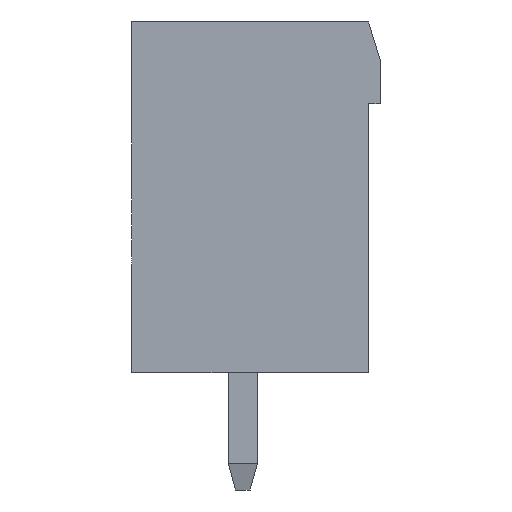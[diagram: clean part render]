
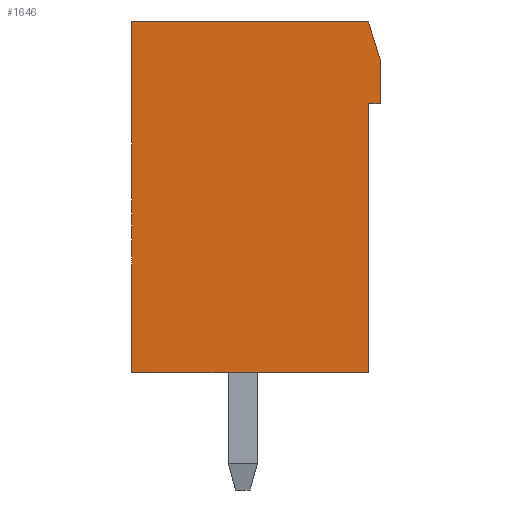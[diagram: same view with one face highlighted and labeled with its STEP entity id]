
A CAD part, left-side view. The second image highlights one B-rep face of the part: STEP entity #1646.
In plain terms, the highlighted planar face has unit normal (-1, 0, 0).
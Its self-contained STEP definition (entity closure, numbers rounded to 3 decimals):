
#1646 = ADVANCED_FACE( '', ( #3427 ), #3428, .T. );
#3427 = FACE_OUTER_BOUND( '', #5382, .T. );
#3428 = PLANE( '', #5383 );
#5382 = EDGE_LOOP( '', ( #9974, #9975, #9976, #9977, #9978, #9979, #9980 ) );
#5383 = AXIS2_PLACEMENT_3D( '', #9981, #9982, #9983 );
#9974 = ORIENTED_EDGE( '', *, *, #13667, .T. );
#9975 = ORIENTED_EDGE( '', *, *, #14018, .T. );
#9976 = ORIENTED_EDGE( '', *, *, #14019, .T. );
#9977 = ORIENTED_EDGE( '', *, *, #12628, .T. );
#9978 = ORIENTED_EDGE( '', *, *, #14020, .T. );
#9979 = ORIENTED_EDGE( '', *, *, #13956, .T. );
#9980 = ORIENTED_EDGE( '', *, *, #13938, .T. );
#9981 = CARTESIAN_POINT( '', ( -46.72, 0., 0. ) );
#9982 = DIRECTION( '', ( -1., 0., 0. ) );
#9983 = DIRECTION( '', ( 0., 0., 1. ) );
#12628 = EDGE_CURVE( '', #15454, #15452, #15455, .T. );
#13667 = EDGE_CURVE( '', #17055, #17059, #17061, .T. );
#13938 = EDGE_CURVE( '', #17418, #17055, #17419, .T. );
#13956 = EDGE_CURVE( '', #17440, #17418, #17441, .T. );
#14018 = EDGE_CURVE( '', #17059, #17516, #17517, .T. );
#14019 = EDGE_CURVE( '', #17516, #15454, #17518, .T. );
#14020 = EDGE_CURVE( '', #15452, #17440, #17519, .T. );
#15452 = VERTEX_POINT( '', #19452 );
#15454 = VERTEX_POINT( '', #19455 );
#15455 = LINE( '', #19456, #19457 );
#17055 = VERTEX_POINT( '', #21812 );
#17059 = VERTEX_POINT( '', #21818 );
#17061 = LINE( '', #21821, #21822 );
#17418 = VERTEX_POINT( '', #22353 );
#17419 = LINE( '', #22354, #22355 );
#17440 = VERTEX_POINT( '', #22391 );
#17441 = LINE( '', #22392, #22393 );
#17516 = VERTEX_POINT( '', #22503 );
#17517 = LINE( '', #22504, #22505 );
#17518 = LINE( '', #22506, #22507 );
#17519 = LINE( '', #22508, #22509 );
#19452 = CARTESIAN_POINT( '', ( -46.72, -4.05, -6. ) );
#19455 = CARTESIAN_POINT( '', ( -46.72, 4.05, -6. ) );
#19456 = CARTESIAN_POINT( '', ( -46.72, 4.05, -6. ) );
#19457 = VECTOR( '', #23735, 1000. );
#21812 = CARTESIAN_POINT( '', ( -46.72, -4.45, 4.7 ) );
#21818 = CARTESIAN_POINT( '', ( -46.72, -4.05, 6. ) );
#21821 = CARTESIAN_POINT( '', ( -46.72, -4.45, 4.7 ) );
#21822 = VECTOR( '', #24671, 1000. );
#22353 = CARTESIAN_POINT( '', ( -46.72, -4.45, 3.2 ) );
#22354 = CARTESIAN_POINT( '', ( -46.72, -4.45, 3.2 ) );
#22355 = VECTOR( '', #24891, 1000. );
#22391 = CARTESIAN_POINT( '', ( -46.72, -4.05, 3.2 ) );
#22392 = CARTESIAN_POINT( '', ( -46.72, -4.05, 3.2 ) );
#22393 = VECTOR( '', #24907, 1000. );
#22503 = CARTESIAN_POINT( '', ( -46.72, 4.05, 6. ) );
#22504 = CARTESIAN_POINT( '', ( -46.72, -4.05, 6. ) );
#22505 = VECTOR( '', #24952, 1000. );
#22506 = CARTESIAN_POINT( '', ( -46.72, 4.05, 6. ) );
#22507 = VECTOR( '', #24953, 1000. );
#22508 = CARTESIAN_POINT( '', ( -46.72, -4.05, -6. ) );
#22509 = VECTOR( '', #24954, 1000. );
#23735 = DIRECTION( '', ( 0., -1., 0. ) );
#24671 = DIRECTION( '', ( 0., 0.294, 0.956 ) );
#24891 = DIRECTION( '', ( 0., 0., 1. ) );
#24907 = DIRECTION( '', ( 0., -1., 0. ) );
#24952 = DIRECTION( '', ( 0., 1., 0. ) );
#24953 = DIRECTION( '', ( 0., 0., -1. ) );
#24954 = DIRECTION( '', ( 0., 0., 1. ) );
